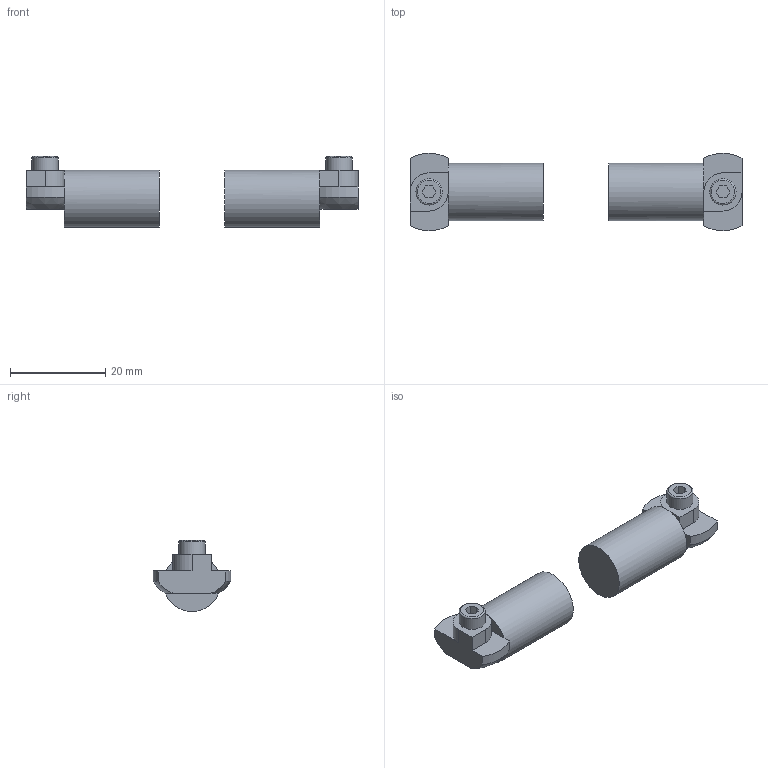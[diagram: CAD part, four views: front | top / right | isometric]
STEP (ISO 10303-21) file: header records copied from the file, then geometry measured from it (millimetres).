
FILE_DESCRIPTION(/* description */ ('KriTec Schlittenanschlag 8'),/* implementation_level */ '2;1');
FILE_NAME(/* name */ '14272_KriTec_Schlittenanschlag_8.stp',/* time_stamp */ '2020-08-10T15:25:57+02:00',/* author */ ('jendrek'),/* organization */ (''),/* preprocessor_version */ 'ST-DEVELOPER v17',/* originating_system */ 'Autodesk Inventor 2018',/* authorisation */ '');
FILE_SCHEMA (('AUTOMOTIVE_DESIGN { 1 0 10303 214 3 1 1 }'));
Length unit declared in the file: millimetre
Products named in the file (3): 14272; 1; 2
Assembly tree (2 placements, depth 2):
  14272
    1
    2
Bounding box: 69.64 x 16.25 x 14.9 mm (x, y, z)
Volume: 6112.8 mm3; surface area: 2885.8 mm2
Topology: 2 solids, 4 shells, 70 faces, 160 edges, 102 vertices
Faces by surface type: plane 48, cylinder 14, bspline 4, torus 4
Full cylindrical faces by diameter (mm): 4.917 x2, 5.5 x2, 12 x2
Entity records: 2257 total; most frequent: CARTESIAN_POINT 477, DIRECTION 344, ORIENTED_EDGE 320, EDGE_CURVE 160, AXIS2_PLACEMENT_3D 125, VERTEX_POINT 102, LINE 94, VECTOR 94
